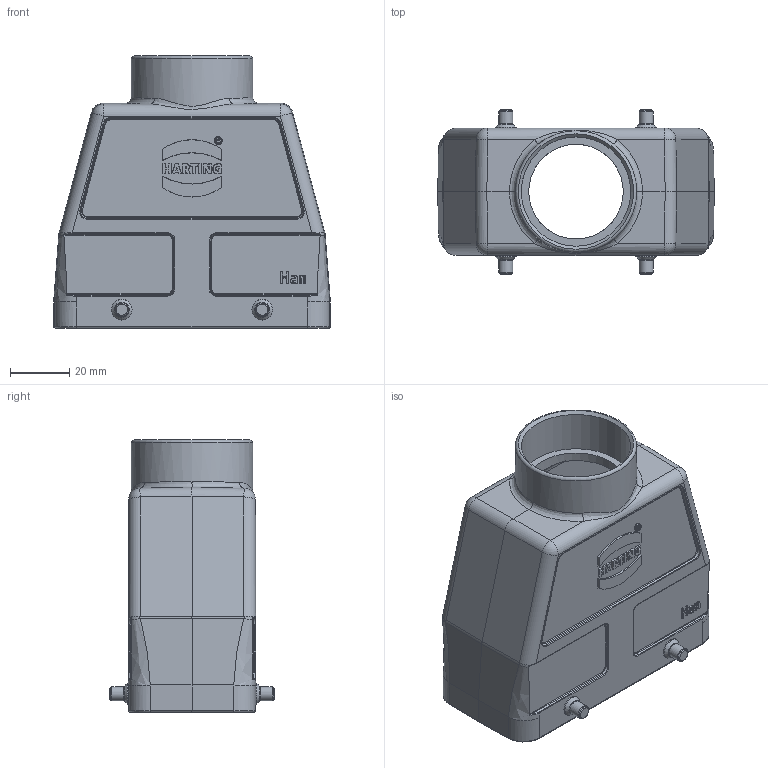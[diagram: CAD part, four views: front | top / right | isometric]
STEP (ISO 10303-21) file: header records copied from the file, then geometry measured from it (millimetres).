
FILE_DESCRIPTION(/* description */ (''),/* implementation_level */ '2;1');
FILE_NAME(/* name */ '100768562ugm000_a.stp',/* time_stamp */ '2018-08-09T17:08:55+02:00',/* author */ (''),/* organization */ (''),/* preprocessor_version */ 'ST-DEVELOPER v16.7',/* originating_system */ 'SIEMENS PLM Software NX 12.0',/* authorisation */ '');
FILE_SCHEMA (('AUTOMOTIVE_DESIGN { 1 0 10303 214 3 1 1 1 }'));
Length unit declared in the file: millimetre
Products named in the file (1): 100768562ugm000_a
Bounding box: 93.5 x 55.6 x 92 mm (x, y, z)
Volume: 68142 mm3; surface area: 44490.5 mm2
Topology: 1 solids, 1 shells, 526 faces, 1843 edges, 1934 vertices
Faces by surface type: plane 201, cylinder 147, bspline 132, cone 21, torus 17, sphere 8
Full cylindrical faces by diameter (mm): 3 x4, 4 x4, 4.8 x4, 7 x4, 32 x1, 37 x1, 41 x1
Entity records: 26146 total; most frequent: CARTESIAN_POINT 7709, ORIENTED_EDGE 2422, DIRECTION 2356, EDGE_CURVE 1211, PRESENTATION_STYLE_ASSIGNMENT 1109, AXIS2_PLACEMENT_3D 800, VERTEX_POINT 763, LINE 756
